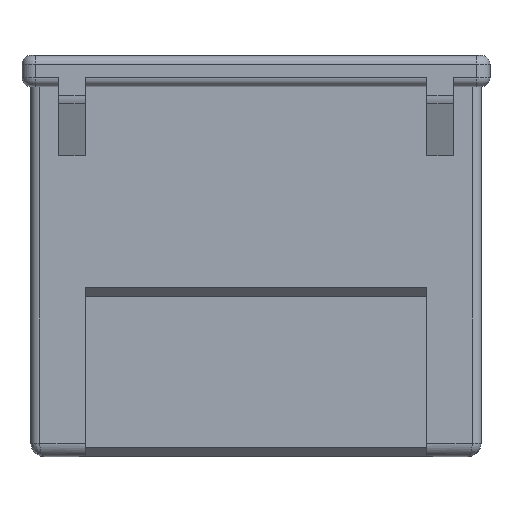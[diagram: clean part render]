
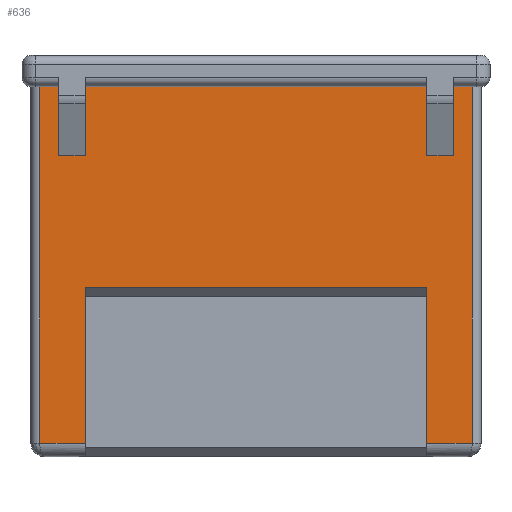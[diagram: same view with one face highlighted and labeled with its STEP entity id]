
A CAD part, front view. The second image highlights one B-rep face of the part: STEP entity #636.
In plain terms, the highlighted planar face has unit normal (0, -1, 0).
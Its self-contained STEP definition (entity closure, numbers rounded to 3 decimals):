
#21 = CARTESIAN_POINT ( 'NONE',  ( -3.83, 0., -0.7 ) ) ;
#53 = ORIENTED_EDGE ( 'NONE', *, *, #5216, .T. ) ;
#81 = VECTOR ( 'NONE', #7758, 1000. ) ;
#82 = CARTESIAN_POINT ( 'NONE',  ( -3.83, 0., -8.7 ) ) ;
#305 = VECTOR ( 'NONE', #1774, 1000. ) ;
#426 = FACE_OUTER_BOUND ( 'NONE', #485, .T. ) ;
#485 = EDGE_LOOP ( 'NONE', ( #9182, #6635, #8728, #8230, #8842, #7168, #2091, #3339, #2528, #7480, #8402, #4709, #4998, #5524, #1166, #53 ) ) ;
#616 = EDGE_CURVE ( 'NONE', #3011, #3572, #4763, .T. ) ;
#636 = ADVANCED_FACE ( 'NONE', ( #426 ), #1142, .F. ) ;
#673 = CARTESIAN_POINT ( 'NONE',  ( -3.83, 0., -2.7 ) ) ;
#683 = VECTOR ( 'NONE', #764, 1000. ) ;
#720 = LINE ( 'NONE', #21, #7418 ) ;
#764 = DIRECTION ( 'NONE',  ( 0., 0., -1. ) ) ;
#800 = LINE ( 'NONE', #1112, #305 ) ;
#988 = EDGE_CURVE ( 'NONE', #2492, #6178, #8210, .T. ) ;
#1112 = CARTESIAN_POINT ( 'NONE',  ( -4.43, 0., -0.7 ) ) ;
#1142 = PLANE ( 'NONE',  #9118 ) ;
#1166 = ORIENTED_EDGE ( 'NONE', *, *, #6792, .T. ) ;
#1192 = EDGE_CURVE ( 'NONE', #2748, #2373, #2070, .T. ) ;
#1220 = EDGE_CURVE ( 'NONE', #2492, #3897, #800, .T. ) ;
#1228 = DIRECTION ( 'NONE',  ( 1., 0., 0. ) ) ;
#1244 = VECTOR ( 'NONE', #4308, 1000. ) ;
#1353 = CARTESIAN_POINT ( 'NONE',  ( 3.83, 0., -8.7 ) ) ;
#1399 = DIRECTION ( 'NONE',  ( 1., 0., 0. ) ) ;
#1564 = VECTOR ( 'NONE', #2680, 1000. ) ;
#1774 = DIRECTION ( 'NONE',  ( 0., 0., 1. ) ) ;
#2012 = EDGE_CURVE ( 'NONE', #7158, #3011, #8645, .T. ) ;
#2070 = LINE ( 'NONE', #2174, #2114 ) ;
#2091 = ORIENTED_EDGE ( 'NONE', *, *, #5015, .F. ) ;
#2100 = LINE ( 'NONE', #4232, #5817 ) ;
#2109 = VECTOR ( 'NONE', #1228, 1000. ) ;
#2114 = VECTOR ( 'NONE', #7780, 1000. ) ;
#2174 = CARTESIAN_POINT ( 'NONE',  ( 4.43, 0., -0.7 ) ) ;
#2180 = VERTEX_POINT ( 'NONE', #7776 ) ;
#2227 = CARTESIAN_POINT ( 'NONE',  ( 4.85, 0., 0. ) ) ;
#2229 = CARTESIAN_POINT ( 'NONE',  ( 4.43, 0., -2.25 ) ) ;
#2257 = VECTOR ( 'NONE', #3396, 1000. ) ;
#2373 = VERTEX_POINT ( 'NONE', #4609 ) ;
#2492 = VERTEX_POINT ( 'NONE', #7070 ) ;
#2528 = ORIENTED_EDGE ( 'NONE', *, *, #8771, .T. ) ;
#2532 = VERTEX_POINT ( 'NONE', #82 ) ;
#2609 = LINE ( 'NONE', #5458, #8214 ) ;
#2680 = DIRECTION ( 'NONE',  ( 1., 0., 0. ) ) ;
#2748 = VERTEX_POINT ( 'NONE', #5466 ) ;
#2813 = EDGE_CURVE ( 'NONE', #6178, #7628, #720, .T. ) ;
#2829 = DIRECTION ( 'NONE',  ( 0., 0., -1. ) ) ;
#2869 = EDGE_CURVE ( 'NONE', #2180, #2532, #2939, .T. ) ;
#2939 = LINE ( 'NONE', #673, #81 ) ;
#2949 = CARTESIAN_POINT ( 'NONE',  ( 0., 0., -0.7 ) ) ;
#3011 = VERTEX_POINT ( 'NONE', #5142 ) ;
#3213 = CARTESIAN_POINT ( 'NONE',  ( 0., 0., 0. ) ) ;
#3339 = ORIENTED_EDGE ( 'NONE', *, *, #1192, .F. ) ;
#3383 = LINE ( 'NONE', #9089, #1564 ) ;
#3396 = DIRECTION ( 'NONE',  ( -1., 0., 0. ) ) ;
#3413 = LINE ( 'NONE', #6257, #3908 ) ;
#3436 = EDGE_CURVE ( 'NONE', #8765, #7628, #2100, .T. ) ;
#3495 = CARTESIAN_POINT ( 'NONE',  ( -4.85, 0., -8.7 ) ) ;
#3572 = VERTEX_POINT ( 'NONE', #1353 ) ;
#3584 = CARTESIAN_POINT ( 'NONE',  ( 4.85, 0., -0.7 ) ) ;
#3746 = EDGE_CURVE ( 'NONE', #4436, #3572, #6387, .T. ) ;
#3796 = VERTEX_POINT ( 'NONE', #4445 ) ;
#3850 = CARTESIAN_POINT ( 'NONE',  ( 3.83, 0., -0.7 ) ) ;
#3897 = VERTEX_POINT ( 'NONE', #8911 ) ;
#3908 = VECTOR ( 'NONE', #1399, 1000. ) ;
#3945 = LINE ( 'NONE', #3850, #7068 ) ;
#4096 = EDGE_CURVE ( 'NONE', #6222, #2532, #3383, .T. ) ;
#4120 = CARTESIAN_POINT ( 'NONE',  ( 0., 0., -8.7 ) ) ;
#4166 = DIRECTION ( 'NONE',  ( 0., 1., 0. ) ) ;
#4232 = CARTESIAN_POINT ( 'NONE',  ( 0., 0., -0.7 ) ) ;
#4308 = DIRECTION ( 'NONE',  ( -1., 0., 0. ) ) ;
#4436 = VERTEX_POINT ( 'NONE', #7532 ) ;
#4445 = CARTESIAN_POINT ( 'NONE',  ( 3.83, 0., -2.25 ) ) ;
#4609 = CARTESIAN_POINT ( 'NONE',  ( 4.43, 0., -0.7 ) ) ;
#4678 = DIRECTION ( 'NONE',  ( 0., 0., 1. ) ) ;
#4709 = ORIENTED_EDGE ( 'NONE', *, *, #2813, .F. ) ;
#4763 = LINE ( 'NONE', #4120, #2257 ) ;
#4998 = ORIENTED_EDGE ( 'NONE', *, *, #988, .F. ) ;
#5015 = EDGE_CURVE ( 'NONE', #2373, #7158, #2609, .T. ) ;
#5096 = VECTOR ( 'NONE', #8950, 1000. ) ;
#5104 = DIRECTION ( 'NONE',  ( -1., 0., 0. ) ) ;
#5142 = CARTESIAN_POINT ( 'NONE',  ( 4.85, 0., -8.7 ) ) ;
#5216 = EDGE_CURVE ( 'NONE', #7250, #6222, #8203, .T. ) ;
#5390 = CARTESIAN_POINT ( 'NONE',  ( -4.85, 0., 0. ) ) ;
#5458 = CARTESIAN_POINT ( 'NONE',  ( 0., 0., -0.7 ) ) ;
#5466 = CARTESIAN_POINT ( 'NONE',  ( 4.43, 0., -2.25 ) ) ;
#5485 = CARTESIAN_POINT ( 'NONE',  ( -4.85, 0., -0.7 ) ) ;
#5524 = ORIENTED_EDGE ( 'NONE', *, *, #1220, .T. ) ;
#5594 = DIRECTION ( 'NONE',  ( 1., 0., 0. ) ) ;
#5638 = VECTOR ( 'NONE', #2829, 1000. ) ;
#5807 = LINE ( 'NONE', #2949, #7211 ) ;
#5817 = VECTOR ( 'NONE', #8297, 1000. ) ;
#5865 = EDGE_CURVE ( 'NONE', #2180, #4436, #3413, .T. ) ;
#6035 = CARTESIAN_POINT ( 'NONE',  ( -3.83, 0., -2.25 ) ) ;
#6105 = CARTESIAN_POINT ( 'NONE',  ( -4.43, 0., -2.25 ) ) ;
#6178 = VERTEX_POINT ( 'NONE', #6035 ) ;
#6222 = VERTEX_POINT ( 'NONE', #3495 ) ;
#6257 = CARTESIAN_POINT ( 'NONE',  ( 0., 0., -5.2 ) ) ;
#6348 = DIRECTION ( 'NONE',  ( 0., 0., 1. ) ) ;
#6387 = LINE ( 'NONE', #9245, #5638 ) ;
#6535 = CARTESIAN_POINT ( 'NONE',  ( 3.83, 0., -0.7 ) ) ;
#6635 = ORIENTED_EDGE ( 'NONE', *, *, #2869, .F. ) ;
#6703 = DIRECTION ( 'NONE',  ( 0., 0., 1. ) ) ;
#6792 = EDGE_CURVE ( 'NONE', #3897, #7250, #5807, .T. ) ;
#7068 = VECTOR ( 'NONE', #6703, 1000. ) ;
#7070 = CARTESIAN_POINT ( 'NONE',  ( -4.43, 0., -2.25 ) ) ;
#7158 = VERTEX_POINT ( 'NONE', #3584 ) ;
#7168 = ORIENTED_EDGE ( 'NONE', *, *, #2012, .F. ) ;
#7211 = VECTOR ( 'NONE', #5104, 1000. ) ;
#7250 = VERTEX_POINT ( 'NONE', #5485 ) ;
#7418 = VECTOR ( 'NONE', #6348, 1000. ) ;
#7480 = ORIENTED_EDGE ( 'NONE', *, *, #7589, .T. ) ;
#7532 = CARTESIAN_POINT ( 'NONE',  ( 3.83, 0., -5.2 ) ) ;
#7589 = EDGE_CURVE ( 'NONE', #3796, #8765, #3945, .T. ) ;
#7628 = VERTEX_POINT ( 'NONE', #8474 ) ;
#7758 = DIRECTION ( 'NONE',  ( 0., 0., -1. ) ) ;
#7776 = CARTESIAN_POINT ( 'NONE',  ( -3.83, 0., -5.2 ) ) ;
#7780 = DIRECTION ( 'NONE',  ( 0., 0., 1. ) ) ;
#8203 = LINE ( 'NONE', #5390, #5096 ) ;
#8210 = LINE ( 'NONE', #6105, #2109 ) ;
#8214 = VECTOR ( 'NONE', #5594, 1000. ) ;
#8230 = ORIENTED_EDGE ( 'NONE', *, *, #3746, .T. ) ;
#8297 = DIRECTION ( 'NONE',  ( -1., 0., 0. ) ) ;
#8402 = ORIENTED_EDGE ( 'NONE', *, *, #3436, .T. ) ;
#8474 = CARTESIAN_POINT ( 'NONE',  ( -3.83, 0., -0.7 ) ) ;
#8645 = LINE ( 'NONE', #2227, #683 ) ;
#8647 = LINE ( 'NONE', #2229, #1244 ) ;
#8728 = ORIENTED_EDGE ( 'NONE', *, *, #5865, .T. ) ;
#8765 = VERTEX_POINT ( 'NONE', #6535 ) ;
#8771 = EDGE_CURVE ( 'NONE', #2748, #3796, #8647, .T. ) ;
#8842 = ORIENTED_EDGE ( 'NONE', *, *, #616, .F. ) ;
#8911 = CARTESIAN_POINT ( 'NONE',  ( -4.43, 0., -0.7 ) ) ;
#8950 = DIRECTION ( 'NONE',  ( 0., 0., -1. ) ) ;
#9089 = CARTESIAN_POINT ( 'NONE',  ( 0., 0., -8.7 ) ) ;
#9118 = AXIS2_PLACEMENT_3D ( 'NONE', #3213, #4166, #4678 ) ;
#9182 = ORIENTED_EDGE ( 'NONE', *, *, #4096, .T. ) ;
#9245 = CARTESIAN_POINT ( 'NONE',  ( 3.83, 0., -2.7 ) ) ;
